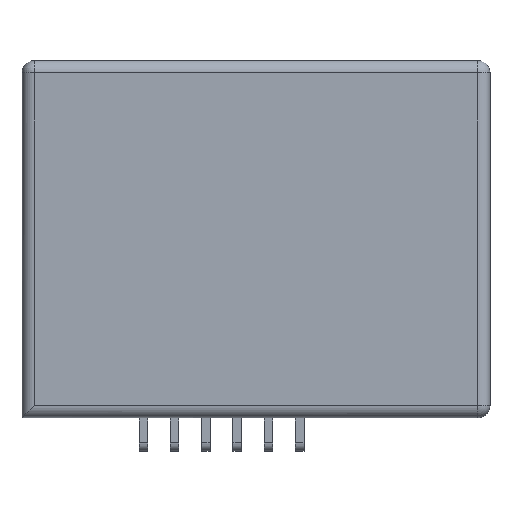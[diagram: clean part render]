
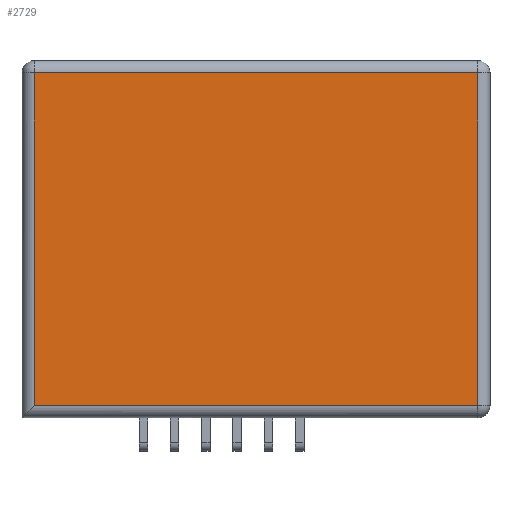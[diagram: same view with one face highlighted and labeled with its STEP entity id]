
A CAD part, top view. The second image highlights one B-rep face of the part: STEP entity #2729.
In plain terms, the highlighted planar face has unit normal (0, 0, 1).
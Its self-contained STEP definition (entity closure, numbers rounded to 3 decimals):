
#126 = CYLINDRICAL_SURFACE('',#127,1.);
#127 = AXIS2_PLACEMENT_3D('',#128,#129,#130);
#128 = CARTESIAN_POINT('',(-8.85,2.35,10.));
#129 = DIRECTION('',(0.,1.,0.));
#130 = DIRECTION('',(-1.,0.,0.));
#158 = CYLINDRICAL_SURFACE('',#159,1.);
#159 = AXIS2_PLACEMENT_3D('',#160,#161,#162);
#160 = CARTESIAN_POINT('',(-9.85,3.35,10.));
#161 = DIRECTION('',(1.,0.,0.));
#162 = DIRECTION('',(0.,-1.,0.));
#1005 = VERTEX_POINT('',#1006);
#1006 = CARTESIAN_POINT('',(-8.85,3.35,11.));
#1040 = EDGE_CURVE('',#1005,#1041,#1043,.T.);
#1041 = VERTEX_POINT('',#1042);
#1042 = CARTESIAN_POINT('',(-8.85,30.35,11.));
#1043 = SURFACE_CURVE('',#1044,(#1048,#1055),.PCURVE_S1.);
#1044 = LINE('',#1045,#1046);
#1045 = CARTESIAN_POINT('',(-8.85,2.35,11.));
#1046 = VECTOR('',#1047,1.);
#1047 = DIRECTION('',(0.,1.,0.));
#1048 = PCURVE('',#126,#1049);
#1049 = DEFINITIONAL_REPRESENTATION('',(#1050),#1054);
#1050 = LINE('',#1051,#1052);
#1051 = CARTESIAN_POINT('',(1.571,0.));
#1052 = VECTOR('',#1053,1.);
#1053 = DIRECTION('',(0.,1.));
#1054 = ( GEOMETRIC_REPRESENTATION_CONTEXT(2) 
PARAMETRIC_REPRESENTATION_CONTEXT() REPRESENTATION_CONTEXT('2D SPACE',''
  ) );
#1055 = PCURVE('',#1056,#1061);
#1056 = PLANE('',#1057);
#1057 = AXIS2_PLACEMENT_3D('',#1058,#1059,#1060);
#1058 = CARTESIAN_POINT('',(-9.85,2.35,11.));
#1059 = DIRECTION('',(0.,0.,1.));
#1060 = DIRECTION('',(1.,0.,0.));
#1061 = DEFINITIONAL_REPRESENTATION('',(#1062),#1066);
#1062 = LINE('',#1063,#1064);
#1063 = CARTESIAN_POINT('',(1.,0.));
#1064 = VECTOR('',#1065,1.);
#1065 = DIRECTION('',(0.,1.));
#1066 = ( GEOMETRIC_REPRESENTATION_CONTEXT(2) 
PARAMETRIC_REPRESENTATION_CONTEXT() REPRESENTATION_CONTEXT('2D SPACE',''
  ) );
#1229 = EDGE_CURVE('',#1005,#1230,#1232,.T.);
#1230 = VERTEX_POINT('',#1231);
#1231 = CARTESIAN_POINT('',(27.15,3.35,11.));
#1232 = SURFACE_CURVE('',#1233,(#1237,#1244),.PCURVE_S1.);
#1233 = LINE('',#1234,#1235);
#1234 = CARTESIAN_POINT('',(-9.85,3.35,11.));
#1235 = VECTOR('',#1236,1.);
#1236 = DIRECTION('',(1.,0.,0.));
#1237 = PCURVE('',#158,#1238);
#1238 = DEFINITIONAL_REPRESENTATION('',(#1239),#1243);
#1239 = LINE('',#1240,#1241);
#1240 = CARTESIAN_POINT('',(-1.571,0.));
#1241 = VECTOR('',#1242,1.);
#1242 = DIRECTION('',(-0.,1.));
#1243 = ( GEOMETRIC_REPRESENTATION_CONTEXT(2) 
PARAMETRIC_REPRESENTATION_CONTEXT() REPRESENTATION_CONTEXT('2D SPACE',''
  ) );
#1244 = PCURVE('',#1056,#1245);
#1245 = DEFINITIONAL_REPRESENTATION('',(#1246),#1250);
#1246 = LINE('',#1247,#1248);
#1247 = CARTESIAN_POINT('',(0.,1.));
#1248 = VECTOR('',#1249,1.);
#1249 = DIRECTION('',(1.,0.));
#1250 = ( GEOMETRIC_REPRESENTATION_CONTEXT(2) 
PARAMETRIC_REPRESENTATION_CONTEXT() REPRESENTATION_CONTEXT('2D SPACE',''
  ) );
#2729 = ADVANCED_FACE('',(#2730),#1056,.T.);
#2730 = FACE_BOUND('',#2731,.T.);
#2731 = EDGE_LOOP('',(#2732,#2733,#2734,#2762));
#2732 = ORIENTED_EDGE('',*,*,#1040,.F.);
#2733 = ORIENTED_EDGE('',*,*,#1229,.T.);
#2734 = ORIENTED_EDGE('',*,*,#2735,.T.);
#2735 = EDGE_CURVE('',#1230,#2736,#2738,.T.);
#2736 = VERTEX_POINT('',#2737);
#2737 = CARTESIAN_POINT('',(27.15,30.35,11.));
#2738 = SURFACE_CURVE('',#2739,(#2743,#2750),.PCURVE_S1.);
#2739 = LINE('',#2740,#2741);
#2740 = CARTESIAN_POINT('',(27.15,2.35,11.));
#2741 = VECTOR('',#2742,1.);
#2742 = DIRECTION('',(0.,1.,0.));
#2743 = PCURVE('',#1056,#2744);
#2744 = DEFINITIONAL_REPRESENTATION('',(#2745),#2749);
#2745 = LINE('',#2746,#2747);
#2746 = CARTESIAN_POINT('',(37.,0.));
#2747 = VECTOR('',#2748,1.);
#2748 = DIRECTION('',(0.,1.));
#2749 = ( GEOMETRIC_REPRESENTATION_CONTEXT(2) 
PARAMETRIC_REPRESENTATION_CONTEXT() REPRESENTATION_CONTEXT('2D SPACE',''
  ) );
#2750 = PCURVE('',#2751,#2756);
#2751 = CYLINDRICAL_SURFACE('',#2752,1.);
#2752 = AXIS2_PLACEMENT_3D('',#2753,#2754,#2755);
#2753 = CARTESIAN_POINT('',(27.15,2.35,10.));
#2754 = DIRECTION('',(0.,1.,0.));
#2755 = DIRECTION('',(1.,0.,0.));
#2756 = DEFINITIONAL_REPRESENTATION('',(#2757),#2761);
#2757 = LINE('',#2758,#2759);
#2758 = CARTESIAN_POINT('',(-1.571,0.));
#2759 = VECTOR('',#2760,1.);
#2760 = DIRECTION('',(-0.,1.));
#2761 = ( GEOMETRIC_REPRESENTATION_CONTEXT(2) 
PARAMETRIC_REPRESENTATION_CONTEXT() REPRESENTATION_CONTEXT('2D SPACE',''
  ) );
#2762 = ORIENTED_EDGE('',*,*,#2763,.F.);
#2763 = EDGE_CURVE('',#1041,#2736,#2764,.T.);
#2764 = SURFACE_CURVE('',#2765,(#2769,#2776),.PCURVE_S1.);
#2765 = LINE('',#2766,#2767);
#2766 = CARTESIAN_POINT('',(-9.85,30.35,11.));
#2767 = VECTOR('',#2768,1.);
#2768 = DIRECTION('',(1.,0.,0.));
#2769 = PCURVE('',#1056,#2770);
#2770 = DEFINITIONAL_REPRESENTATION('',(#2771),#2775);
#2771 = LINE('',#2772,#2773);
#2772 = CARTESIAN_POINT('',(0.,28.));
#2773 = VECTOR('',#2774,1.);
#2774 = DIRECTION('',(1.,0.));
#2775 = ( GEOMETRIC_REPRESENTATION_CONTEXT(2) 
PARAMETRIC_REPRESENTATION_CONTEXT() REPRESENTATION_CONTEXT('2D SPACE',''
  ) );
#2776 = PCURVE('',#2777,#2782);
#2777 = CYLINDRICAL_SURFACE('',#2778,1.);
#2778 = AXIS2_PLACEMENT_3D('',#2779,#2780,#2781);
#2779 = CARTESIAN_POINT('',(-9.85,30.35,10.));
#2780 = DIRECTION('',(1.,0.,0.));
#2781 = DIRECTION('',(0.,1.,0.));
#2782 = DEFINITIONAL_REPRESENTATION('',(#2783),#2787);
#2783 = LINE('',#2784,#2785);
#2784 = CARTESIAN_POINT('',(1.571,0.));
#2785 = VECTOR('',#2786,1.);
#2786 = DIRECTION('',(0.,1.));
#2787 = ( GEOMETRIC_REPRESENTATION_CONTEXT(2) 
PARAMETRIC_REPRESENTATION_CONTEXT() REPRESENTATION_CONTEXT('2D SPACE',''
  ) );
